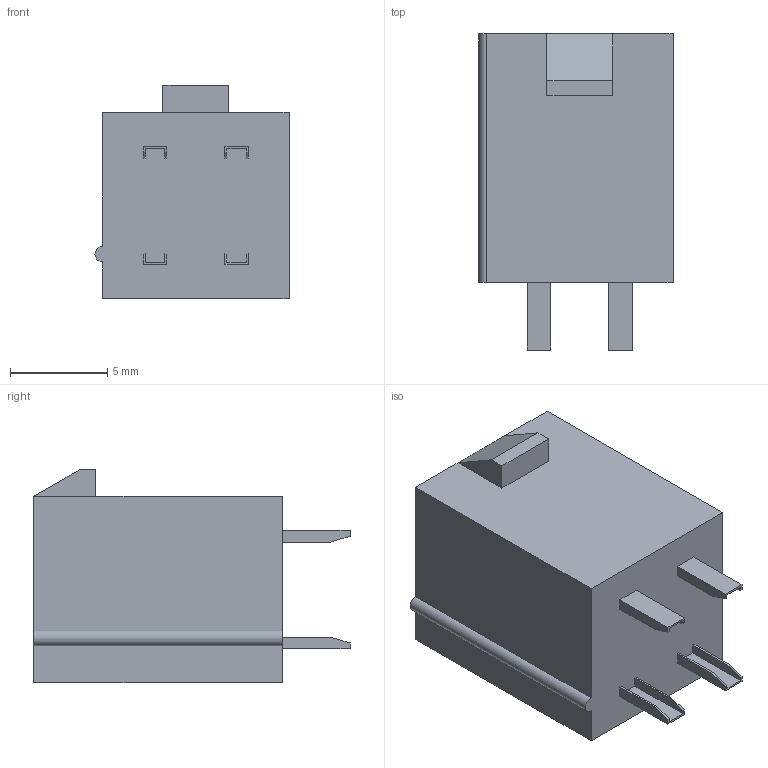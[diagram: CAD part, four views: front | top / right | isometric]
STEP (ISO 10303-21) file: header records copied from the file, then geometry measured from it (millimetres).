
FILE_DESCRIPTION (( 'STEP AP214' ), '1' );
FILE_NAME ('User Library-Con_MF-xxMA.STEP', '2014-10-26T16:39:58', ( 'Windows User' ), ( '' ), 'SwSTEP 2.0', 'SolidWorks 2014', '' );
FILE_SCHEMA (( 'AUTOMOTIVE_DESIGN' ));
Length unit declared in the file: millimetre
Products named in the file (1): User Library-Con_MF-xxMA
Bounding box: 10 x 16.3 x 11 mm (x, y, z)
Volume: 611.2 mm3; surface area: 1433.5 mm2
Topology: 1 solids, 1 shells, 113 faces, 275 edges, 176 vertices
Faces by surface type: plane 112, cylinder 1
Entity records: 3249 total; most frequent: CARTESIAN_POINT 565, ORIENTED_EDGE 550, DIRECTION 505, EDGE_CURVE 275, VECTOR 273, LINE 273, VERTEX_POINT 176, EDGE_LOOP 125
